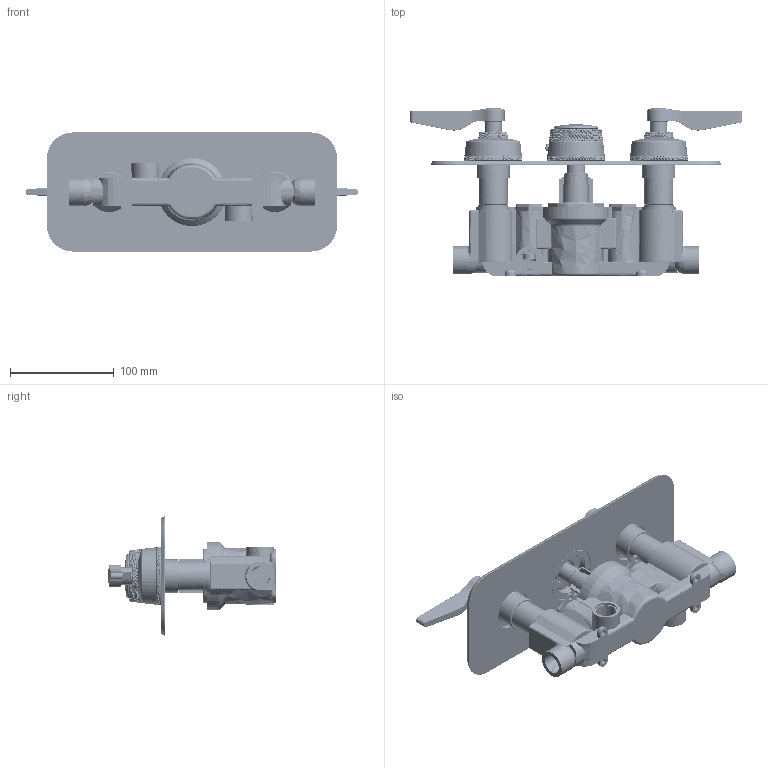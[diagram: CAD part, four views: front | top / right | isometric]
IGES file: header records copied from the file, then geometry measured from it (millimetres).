
Global section: file name: T1005-LA; native system: Autodesk Inventor 2020; preprocessor: unknown; author: rclarke; date: 20200203.120510; units: millimetre
Bounding box: 320.5 x 162.94 x 115 mm (x, y, z)
Volume: 640494.3 mm3; surface area: 360777.3 mm2
Topology: 67 solids, 72 shells, 28565 faces, 62689 edges, 34417 vertices
Faces by surface type: bspline 28565
